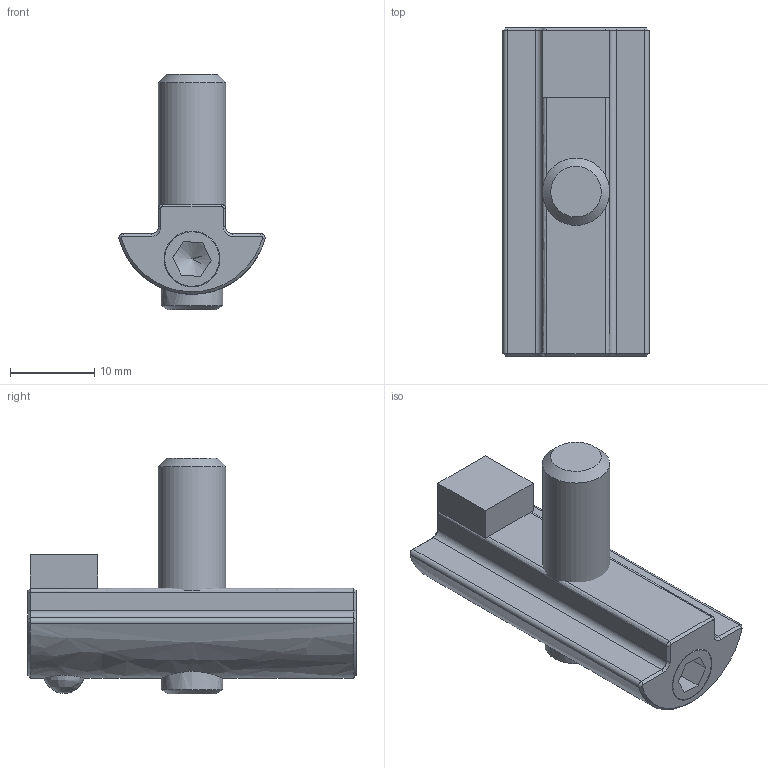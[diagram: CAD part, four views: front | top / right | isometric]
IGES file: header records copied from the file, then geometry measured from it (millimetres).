
Global section: file name: SV1311V_A; native system: Autodesk Inventor 2015; preprocessor: unknown; author: D. Wölk,; organization: 11; date: 20151130.162626; units: millimetre
Bounding box: 17.37 x 39 x 28 mm (x, y, z)
Volume: 5850.1 mm3; surface area: 4444.4 mm2
Topology: 6 solids, 6 shells, 80 faces, 196 edges, 125 vertices
Faces by surface type: bspline 80
